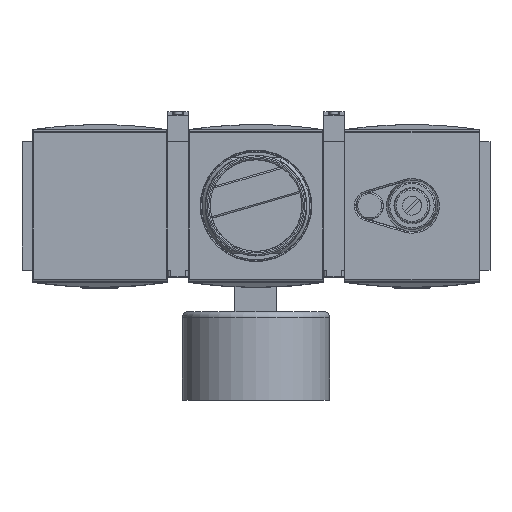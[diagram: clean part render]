
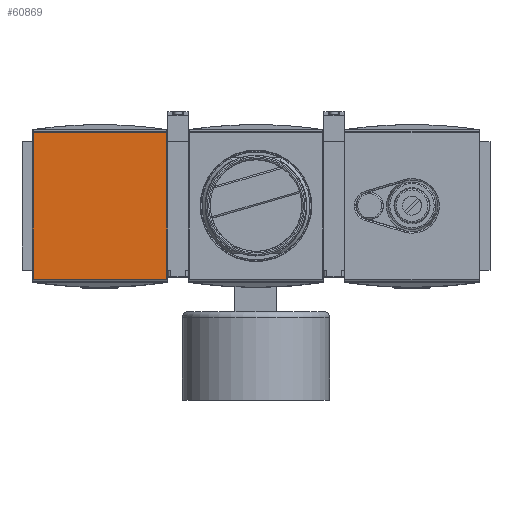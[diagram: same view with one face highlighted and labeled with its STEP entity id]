
A CAD part, top view. The second image highlights one B-rep face of the part: STEP entity #60869.
In plain terms, the highlighted planar face has unit normal (0, 0, 1).
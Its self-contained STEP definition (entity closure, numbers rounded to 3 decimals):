
#60644=CARTESIAN_POINT('',(-29.75,24.431,34.));
#60645=VERTEX_POINT('',#60644);
#60686=CARTESIAN_POINT('',(-29.75,-24.458,34.));
#60687=VERTEX_POINT('',#60686);
#60720=CARTESIAN_POINT('',(-29.75,24.431,34.));
#60721=DIRECTION('',(0.0,-1.0,0.0));
#60722=VECTOR('',#60721,48.889);
#60723=LINE('',#60720,#60722);
#60724=EDGE_CURVE('',#60645,#60687,#60723,.T.);
#60826=CARTESIAN_POINT('',(-74.25,-24.458,34.));
#60827=VERTEX_POINT('',#60826);
#60837=CARTESIAN_POINT('',(-29.75,-24.458,34.));
#60838=DIRECTION('',(-1.0,0.0,0.0));
#60839=VECTOR('',#60838,44.5);
#60840=LINE('',#60837,#60839);
#60841=EDGE_CURVE('',#60687,#60827,#60840,.T.);
#60846=CARTESIAN_POINT('',(-52.0,0.,34.));
#60847=DIRECTION('',(0.0,0.0,-1.0));
#60848=DIRECTION('',(0.0,1.0,0.0));
#60849=AXIS2_PLACEMENT_3D('',#60846,#60847,#60848);
#60850=PLANE('',#60849);
#60851=CARTESIAN_POINT('',(-74.25,24.431,34.));
#60852=VERTEX_POINT('',#60851);
#60853=CARTESIAN_POINT('',(-74.25,-24.458,34.));
#60854=DIRECTION('',(0.0,1.0,0.0));
#60855=VECTOR('',#60854,48.889);
#60856=LINE('',#60853,#60855);
#60857=EDGE_CURVE('',#60827,#60852,#60856,.T.);
#60858=ORIENTED_EDGE('',*,*,#60857,.F.);
#60859=ORIENTED_EDGE('',*,*,#60841,.F.);
#60860=ORIENTED_EDGE('',*,*,#60724,.F.);
#60861=CARTESIAN_POINT('',(-74.25,24.431,34.));
#60862=DIRECTION('',(1.0,0.0,0.0));
#60863=VECTOR('',#60862,44.5);
#60864=LINE('',#60861,#60863);
#60865=EDGE_CURVE('',#60852,#60645,#60864,.T.);
#60866=ORIENTED_EDGE('',*,*,#60865,.F.);
#60867=EDGE_LOOP('',(#60858,#60859,#60860,#60866));
#60868=FACE_OUTER_BOUND('',#60867,.T.);
#60869=ADVANCED_FACE('',(#60868),#60850,.F.);
